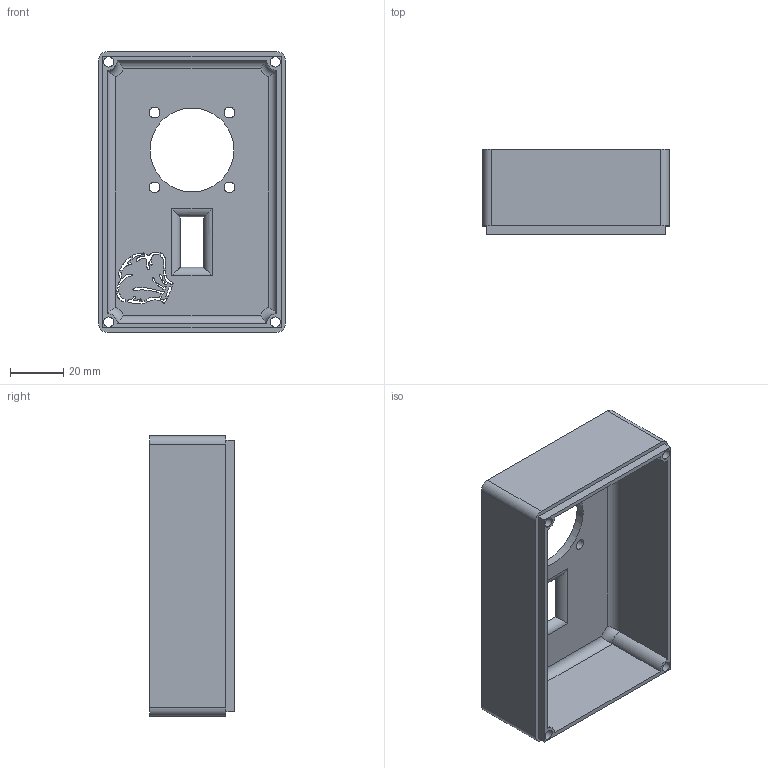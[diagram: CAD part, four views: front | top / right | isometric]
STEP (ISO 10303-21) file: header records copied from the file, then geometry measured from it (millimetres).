
FILE_DESCRIPTION(/* description */ (''),/* implementation_level */ '2;1');
FILE_NAME(/* name */ 'top.stp',/* time_stamp */ '2020-01-18T18:54:02-06:00',/* author */ ('chris'),/* organization */ (''),/* preprocessor_version */ 'ST-DEVELOPER v18',/* originating_system */ 'Autodesk Inventor 2020',/* authorisation */ '');
FILE_SCHEMA (('AUTOMOTIVE_DESIGN { 1 0 10303 214 3 1 1 }'));
Length unit declared in the file: inch
Products named in the file (1): top
Bounding box: 70 x 31.75 x 105 mm (x, y, z)
Volume: 48929.5 mm3; surface area: 34799.1 mm2
Topology: 1 solids, 1 shells, 99 faces, 286 edges, 191 vertices
Faces by surface type: plane 41, bspline 29, cylinder 25, torus 4
Full cylindrical faces by diameter (mm): 3.81 x4, 4 x4, 31.411 x1
Entity records: 10657 total; most frequent: CARTESIAN_POINT 8183, ORIENTED_EDGE 572, DIRECTION 365, EDGE_CURVE 286, VERTEX_POINT 191, EDGE_LOOP 143, AXIS2_PLACEMENT_3D 122, LINE 121
